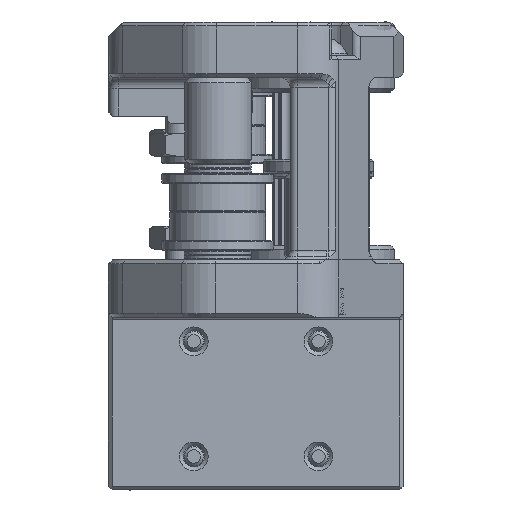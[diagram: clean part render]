
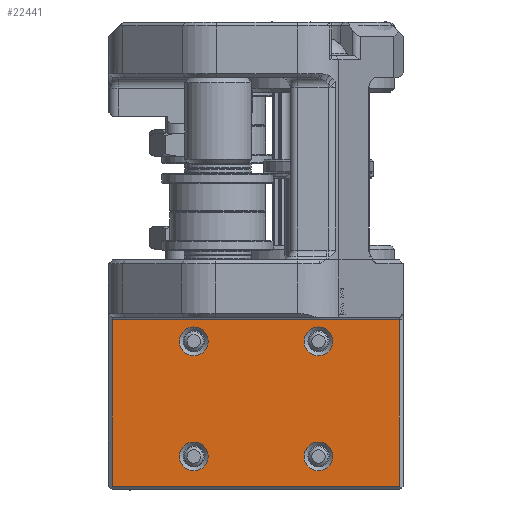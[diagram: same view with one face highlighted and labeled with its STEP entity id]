
A CAD part, left-side view. The second image highlights one B-rep face of the part: STEP entity #22441.
In plain terms, the highlighted planar face has unit normal (-1, 0, 0).
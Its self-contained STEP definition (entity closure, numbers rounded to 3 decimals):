
#1242=FACE_BOUND('',#3976,.T.);
#1243=FACE_BOUND('',#3977,.T.);
#1244=FACE_BOUND('',#3978,.T.);
#1245=FACE_BOUND('',#3979,.T.);
#1506=PLANE('',#24376);
#2582=FACE_OUTER_BOUND('',#3975,.T.);
#3975=EDGE_LOOP('',(#16903,#16904,#16905,#16906));
#3976=EDGE_LOOP('',(#16907));
#3977=EDGE_LOOP('',(#16908));
#3978=EDGE_LOOP('',(#16909));
#3979=EDGE_LOOP('',(#16910));
#5578=LINE('',#40452,#7190);
#5596=LINE('',#40499,#7208);
#5597=LINE('',#40501,#7209);
#5598=LINE('',#40502,#7210);
#7190=VECTOR('',#28252,1000.);
#7208=VECTOR('',#28306,1000.);
#7209=VECTOR('',#28307,1000.);
#7210=VECTOR('',#28308,1000.);
#8573=CIRCLE('',#24351,1.5);
#8574=CIRCLE('',#24353,1.5);
#8575=CIRCLE('',#24355,1.5);
#8576=CIRCLE('',#24357,1.5);
#10112=VERTEX_POINT('',#40427);
#10113=VERTEX_POINT('',#40431);
#10114=VERTEX_POINT('',#40435);
#10115=VERTEX_POINT('',#40439);
#10117=VERTEX_POINT('',#40444);
#10120=VERTEX_POINT('',#40450);
#10131=VERTEX_POINT('',#40498);
#10132=VERTEX_POINT('',#40500);
#12580=EDGE_CURVE('',#10112,#10112,#8573,.T.);
#12582=EDGE_CURVE('',#10113,#10113,#8574,.T.);
#12584=EDGE_CURVE('',#10114,#10114,#8575,.T.);
#12586=EDGE_CURVE('',#10115,#10115,#8576,.T.);
#12591=EDGE_CURVE('',#10117,#10120,#5578,.T.);
#12615=EDGE_CURVE('',#10120,#10131,#5596,.T.);
#12616=EDGE_CURVE('',#10131,#10132,#5597,.T.);
#12617=EDGE_CURVE('',#10132,#10117,#5598,.T.);
#16903=ORIENTED_EDGE('',*,*,#12615,.T.);
#16904=ORIENTED_EDGE('',*,*,#12616,.T.);
#16905=ORIENTED_EDGE('',*,*,#12617,.T.);
#16906=ORIENTED_EDGE('',*,*,#12591,.T.);
#16907=ORIENTED_EDGE('',*,*,#12586,.T.);
#16908=ORIENTED_EDGE('',*,*,#12584,.T.);
#16909=ORIENTED_EDGE('',*,*,#12582,.T.);
#16910=ORIENTED_EDGE('',*,*,#12580,.T.);
#22441=ADVANCED_FACE('',(#2582,#1242,#1243,#1244,#1245),#1506,.T.);
#24351=AXIS2_PLACEMENT_3D('',#40429,#28229,#28230);
#24353=AXIS2_PLACEMENT_3D('',#40433,#28234,#28235);
#24355=AXIS2_PLACEMENT_3D('',#40437,#28239,#28240);
#24357=AXIS2_PLACEMENT_3D('',#40441,#28244,#28245);
#24376=AXIS2_PLACEMENT_3D('',#40497,#28304,#28305);
#28229=DIRECTION('center_axis',(1.,0.,0.));
#28230=DIRECTION('ref_axis',(0.,0.,
1.));
#28234=DIRECTION('center_axis',(1.,0.,0.));
#28235=DIRECTION('ref_axis',(0.,0.,
1.));
#28239=DIRECTION('center_axis',(1.,0.,0.));
#28240=DIRECTION('ref_axis',(0.,0.,
1.));
#28244=DIRECTION('center_axis',(1.,0.,0.));
#28245=DIRECTION('ref_axis',(0.,0.,
1.));
#28252=DIRECTION('',(0.,1.,0.));
#28304=DIRECTION('center_axis',(-1.,0.,0.));
#28305=DIRECTION('ref_axis',(0.,0.,
1.));
#28306=DIRECTION('',(0.,0.,-1.));
#28307=DIRECTION('',(0.,-1.,0.));
#28308=DIRECTION('',(0.,0.,1.));
#40427=CARTESIAN_POINT('',(14.5,39.857,21.965));
#40429=CARTESIAN_POINT('Origin',(14.5,39.857,23.465));
#40431=CARTESIAN_POINT('',(14.5,51.857,8.965));
#40433=CARTESIAN_POINT('Origin',(14.5,51.857,10.465));
#40435=CARTESIAN_POINT('',(14.5,39.857,8.965));
#40437=CARTESIAN_POINT('Origin',(14.5,39.857,10.465));
#40439=CARTESIAN_POINT('',(14.5,51.857,21.965));
#40441=CARTESIAN_POINT('Origin',(14.5,51.857,23.465));
#40444=CARTESIAN_POINT('',(14.5,36.757,31.905));
#40450=CARTESIAN_POINT('',(14.5,54.107,31.905));
#40452=CARTESIAN_POINT('',(14.5,54.107,31.905));
#40497=CARTESIAN_POINT('Origin',(14.5,3.71,0.));
#40498=CARTESIAN_POINT('',(14.5,54.107,1.965));
#40499=CARTESIAN_POINT('',(14.5,54.107,0.));
#40500=CARTESIAN_POINT('',(14.5,36.757,1.965));
#40501=CARTESIAN_POINT('',(14.5,37.357,1.965));
#40502=CARTESIAN_POINT('',(14.5,36.757,32.305));
